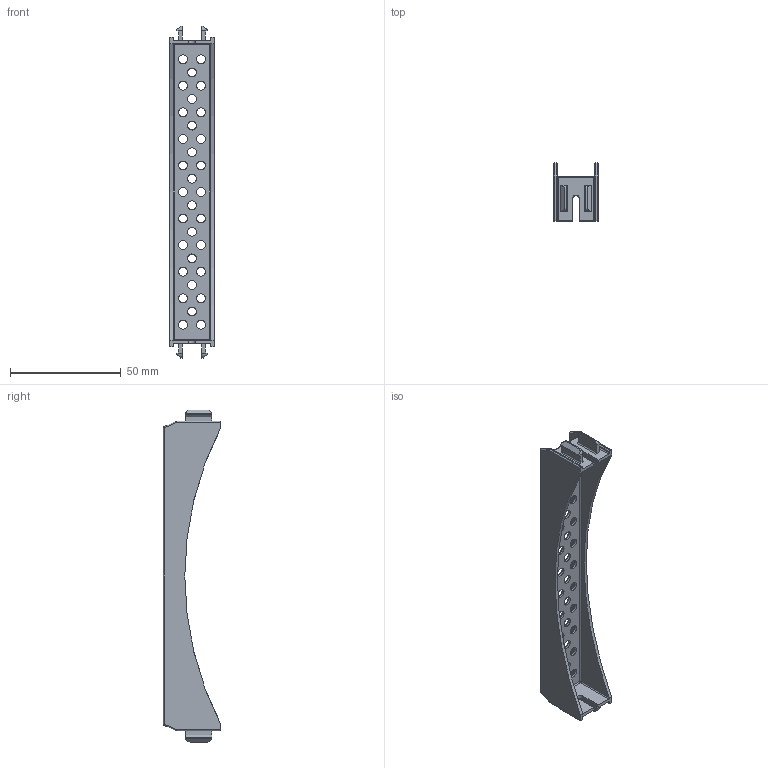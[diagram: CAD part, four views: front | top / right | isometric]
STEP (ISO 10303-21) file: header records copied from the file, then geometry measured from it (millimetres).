
FILE_DESCRIPTION (( 'STEP AP203' ), '1' );
FILE_NAME ('10-00756-001a.step', '2014-04-13T23:21:17', ( 'Nicholas Morozovsky' ), ( '' ), 'SwSTEP 2.0', 'SolidWorks 2012', '' );
FILE_SCHEMA (( 'CONFIG_CONTROL_DESIGN' ));
Length unit declared in the file: millimetre
Products named in the file (1): 10-00756-001a
Bounding box: 20 x 26 x 150 mm (x, y, z)
Volume: 10653.6 mm3; surface area: 15046 mm2
Topology: 1 solids, 1 shells, 278 faces, 692 edges, 408 vertices
Faces by surface type: cylinder 128, torus 68, plane 62, sphere 20
Entity records: 8421 total; most frequent: DIRECTION 1610, CARTESIAN_POINT 1415, ORIENTED_EDGE 1360, EDGE_CURVE 680, AXIS2_PLACEMENT_3D 663, VERTEX_POINT 408, CIRCLE 384, EDGE_LOOP 346
